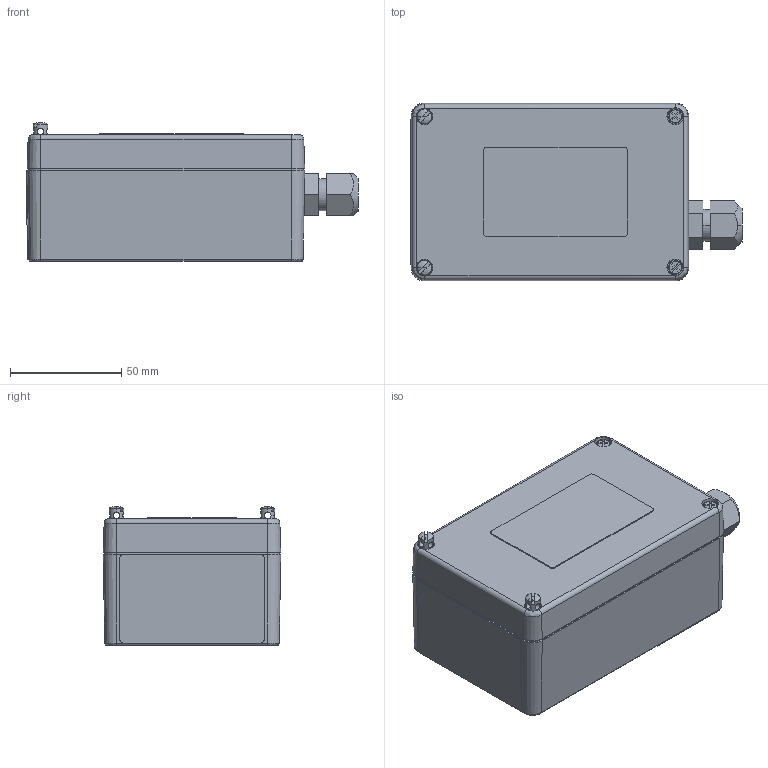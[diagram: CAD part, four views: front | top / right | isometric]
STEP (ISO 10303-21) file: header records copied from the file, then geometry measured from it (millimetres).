
FILE_DESCRIPTION (( 'STEP AP214' ), '1' );
FILE_NAME ('MLIS_351979.STEP', '2015-02-17T09:34:08', ( 'Admin1' ), ( '' ), 'SwSTEP 2.0', 'SolidWorks 2014', '' );
FILE_SCHEMA (( 'AUTOMOTIVE_DESIGN' ));
Length unit declared in the file: millimetre
Products named in the file (1): MLIS_351979
Bounding box: 149.47 x 80 x 62.47 mm (x, y, z)
Surface area: 53818.2 mm2 (no closed solid volume)
Topology: 0 solids, 10 shells, 160 faces, 474 edges, 314 vertices
Faces by surface type: plane 72, cylinder 44, cone 26, bspline 18
Entity records: 7918 total; most frequent: CARTESIAN_POINT 2035, ORIENTED_EDGE 838, DIRECTION 822, EDGE_CURVE 474, VERTEX_POINT 314, AXIS2_PLACEMENT_3D 289, VECTOR 244, LINE 244
